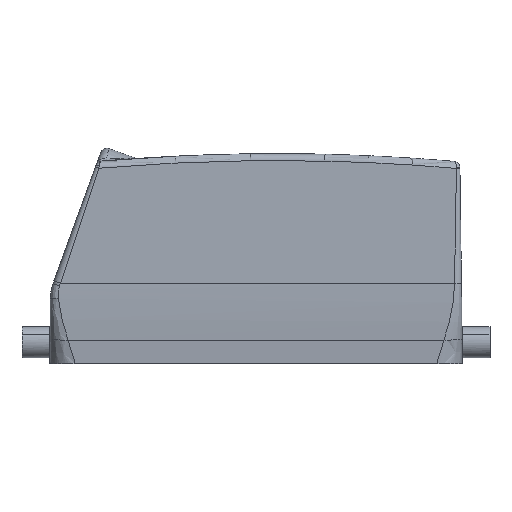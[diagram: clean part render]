
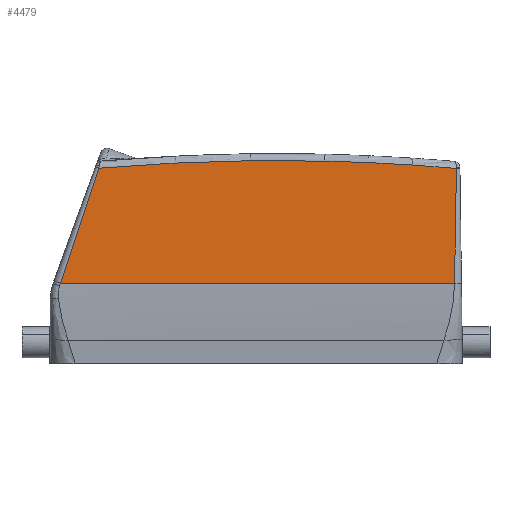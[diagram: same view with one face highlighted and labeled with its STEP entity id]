
A CAD part, left-side view. The second image highlights one B-rep face of the part: STEP entity #4479.
In plain terms, the highlighted planar face has unit normal (-1, 0, 0).
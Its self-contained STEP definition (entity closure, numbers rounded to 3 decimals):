
#4458=AXIS2_PLACEMENT_3D('Plane Axis2P3D',#4455,#4456,#4457) ;
#4462=AXIS2_PLACEMENT_3D('Circle Axis2P3D',#4460,#4461,$) ;
#4469=AXIS2_PLACEMENT_3D('Circle Axis2P3D',#4467,#4468,$) ;
#2082=CARTESIAN_POINT('Line Origine',(0.,66.562,23.338)) ;
#2086=CARTESIAN_POINT('Vertex',(0.,124.856,23.338)) ;
#2088=CARTESIAN_POINT('Vertex',(0.,10.304,23.338)) ;
#2492=CARTESIAN_POINT('Vertex',(0.,113.699,56.761)) ;
#2496=CARTESIAN_POINT('Control Point',(0.,113.699,56.761)) ;
#2497=CARTESIAN_POINT('Control Point',(0.,114.285,55.097)) ;
#2498=CARTESIAN_POINT('Control Point',(0.,114.865,53.441)) ;
#2499=CARTESIAN_POINT('Control Point',(0.,115.444,51.773)) ;
#2500=CARTESIAN_POINT('Control Point',(0.,116.591,48.444)) ;
#2501=CARTESIAN_POINT('Control Point',(0.,117.724,45.106)) ;
#2502=CARTESIAN_POINT('Control Point',(0.,118.286,43.436)) ;
#2503=CARTESIAN_POINT('Control Point',(0.,119.966,38.423)) ;
#2504=CARTESIAN_POINT('Control Point',(0.,121.622,33.402)) ;
#2505=CARTESIAN_POINT('Control Point',(0.,122.718,30.052)) ;
#2506=CARTESIAN_POINT('Control Point',(0.,123.804,26.701)) ;
#2507=CARTESIAN_POINT('Control Point',(0.,124.856,23.338)) ;
#3440=CARTESIAN_POINT('Vertex',(0.,9.763,56.714)) ;
#3444=CARTESIAN_POINT('Control Point',(0.,9.763,56.714)) ;
#3445=CARTESIAN_POINT('Control Point',(0.,9.763,56.203)) ;
#3446=CARTESIAN_POINT('Control Point',(0.,9.762,55.696)) ;
#3447=CARTESIAN_POINT('Control Point',(0.,9.762,55.192)) ;
#3448=CARTESIAN_POINT('Control Point',(0.,9.764,52.88)) ;
#3449=CARTESIAN_POINT('Control Point',(0.,9.774,50.568)) ;
#3450=CARTESIAN_POINT('Control Point',(0.,9.786,48.757)) ;
#3451=CARTESIAN_POINT('Control Point',(0.,9.826,44.635)) ;
#3452=CARTESIAN_POINT('Control Point',(0.,9.887,40.512)) ;
#3453=CARTESIAN_POINT('Control Point',(0.,9.927,38.201)) ;
#3454=CARTESIAN_POINT('Control Point',(0.,10.01,33.841)) ;
#3455=CARTESIAN_POINT('Control Point',(0.,10.112,29.482)) ;
#3456=CARTESIAN_POINT('Control Point',(0.,10.166,27.434)) ;
#3457=CARTESIAN_POINT('Control Point',(0.,10.228,25.386)) ;
#3458=CARTESIAN_POINT('Control Point',(0.,10.304,23.338)) ;
#4455=CARTESIAN_POINT('Axis2P3D Location',(0.,-98.816,-54.25)) ;
#4460=CARTESIAN_POINT('Axis2P3D Location',(0.,62.,-539.)) ;
#4464=CARTESIAN_POINT('Vertex',(0.,47.99,58.836)) ;
#4467=CARTESIAN_POINT('Axis2P3D Location',(0.,62.,-539.)) ;
#2083=DIRECTION('Vector Direction',(0.,-1.,0.)) ;
#4456=DIRECTION('Axis2P3D Direction',(-1.,0.,0.)) ;
#4457=DIRECTION('Axis2P3D XDirection',(0.,-0.317,0.949)) ;
#4461=DIRECTION('Axis2P3D Direction',(-1.,0.,0.)) ;
#4468=DIRECTION('Axis2P3D Direction',(-1.,0.,0.)) ;
#2084=VECTOR('Line Direction',#2083,1.) ;
#4473=ORIENTED_EDGE('',*,*,#2508,.F.) ;
#4474=ORIENTED_EDGE('',*,*,#2090,.T.) ;
#4475=ORIENTED_EDGE('',*,*,#3459,.T.) ;
#4476=ORIENTED_EDGE('',*,*,#4466,.F.) ;
#4477=ORIENTED_EDGE('',*,*,#4471,.F.) ;
#4479=ADVANCED_FACE('Hood',(#4478),#4459,.T.) ;
#2495=B_SPLINE_CURVE_WITH_KNOTS('',5,(#2496,#2497,#2498,#2499,#2500,#2501,#2502,#2503,#2504,#2505,#2506,#2507),.UNSPECIFIED.,.F.,.U.,(6,3,3,6),(85.115,93.922,102.73,120.346),.UNSPECIFIED.) ;
#3443=B_SPLINE_CURVE_WITH_KNOTS('',5,(#3444,#3445,#3446,#3447,#3448,#3449,#3450,#3451,#3452,#3453,#3454,#3455,#3456,#3457,#3458),.UNSPECIFIED.,.F.,.U.,(6,3,3,3,6),(29.318,31.823,40.882,52.446,62.692),.UNSPECIFIED.) ;
#4463=CIRCLE('generated circle',#4462,598.) ;
#4470=CIRCLE('generated circle',#4469,598.) ;
#2090=EDGE_CURVE('',#2087,#2089,#2085,.T.) ;
#2508=EDGE_CURVE('',#2087,#2493,#2495,.F.) ;
#3459=EDGE_CURVE('',#2089,#3441,#3443,.F.) ;
#4466=EDGE_CURVE('',#4465,#3441,#4463,.F.) ;
#4471=EDGE_CURVE('',#2493,#4465,#4470,.F.) ;
#4472=EDGE_LOOP('',(#4473,#4474,#4475,#4476,#4477)) ;
#4478=FACE_OUTER_BOUND('',#4472,.T.) ;
#2085=LINE('Line',#2082,#2084) ;
#4459=PLANE('',#4458) ;
#2087=VERTEX_POINT('',#2086) ;
#2089=VERTEX_POINT('',#2088) ;
#2493=VERTEX_POINT('',#2492) ;
#3441=VERTEX_POINT('',#3440) ;
#4465=VERTEX_POINT('',#4464) ;
